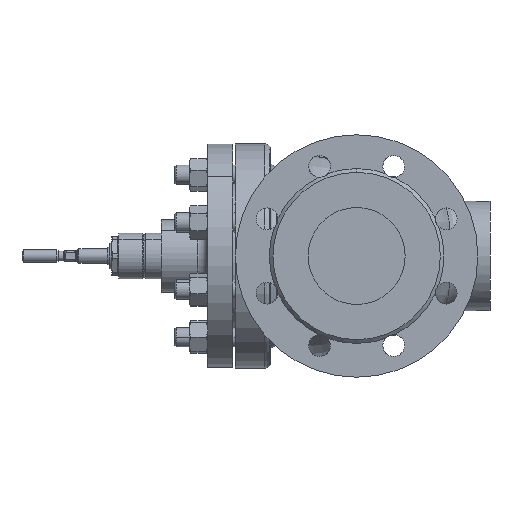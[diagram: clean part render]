
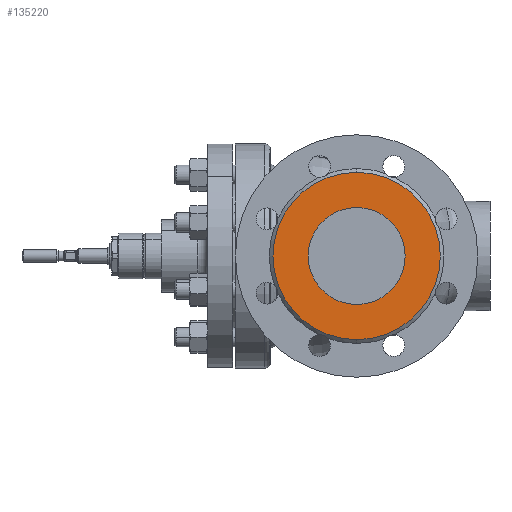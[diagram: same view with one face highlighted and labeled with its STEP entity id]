
A CAD part, left-side view. The second image highlights one B-rep face of the part: STEP entity #135220.
In plain terms, the highlighted planar face has unit normal (-1, 0, 0).
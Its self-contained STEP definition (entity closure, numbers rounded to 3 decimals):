
#3313 = DIRECTION ( 'NONE',  ( 1., 0., 0. ) ) ;
#6115 = ORIENTED_EDGE ( 'NONE', *, *, #75765, .T. ) ;
#9653 = VERTEX_POINT ( 'NONE', #25608 ) ;
#18396 = EDGE_LOOP ( 'NONE', ( #93734, #102886 ) ) ;
#19871 = PLANE ( 'NONE',  #92697 ) ;
#20723 = FACE_OUTER_BOUND ( 'NONE', #18396, .T. ) ;
#21851 = AXIS2_PLACEMENT_3D ( 'NONE', #51930, #126744, #62682 ) ;
#25608 = CARTESIAN_POINT ( 'NONE',  ( -155., 0., 69. ) ) ;
#26548 = DIRECTION ( 'NONE',  ( 1., 0., 0. ) ) ;
#27839 = DIRECTION ( 'NONE',  ( 1., 0., 0. ) ) ;
#28310 = DIRECTION ( 'NONE',  ( 1., 0., 0. ) ) ;
#30634 = CARTESIAN_POINT ( 'NONE',  ( -155., 0., 0. ) ) ;
#32197 = AXIS2_PLACEMENT_3D ( 'NONE', #90630, #26548, #101378 ) ;
#34623 = EDGE_CURVE ( 'NONE', #83644, #9653, #111211, .T. ) ;
#39409 = CIRCLE ( 'NONE', #21851, 40. ) ;
#47596 = EDGE_CURVE ( 'NONE', #9653, #83644, #134408, .T. ) ;
#49199 = FACE_BOUND ( 'NONE', #111352, .T. ) ;
#51930 = CARTESIAN_POINT ( 'NONE',  ( -155., 0., 0. ) ) ;
#56701 = ORIENTED_EDGE ( 'NONE', *, *, #79374, .T. ) ;
#57339 = VERTEX_POINT ( 'NONE', #101493 ) ;
#62682 = DIRECTION ( 'NONE',  ( 0., 0., -1. ) ) ;
#67439 = CARTESIAN_POINT ( 'NONE',  ( -155., 0., 0. ) ) ;
#67903 = VERTEX_POINT ( 'NONE', #98806 ) ;
#75765 = EDGE_CURVE ( 'NONE', #67903, #57339, #39409, .T. ) ;
#78197 = DIRECTION ( 'NONE',  ( 0., 0., -1. ) ) ;
#79374 = EDGE_CURVE ( 'NONE', #57339, #67903, #138162, .T. ) ;
#83644 = VERTEX_POINT ( 'NONE', #112077 ) ;
#90630 = CARTESIAN_POINT ( 'NONE',  ( -155., 0., 0. ) ) ;
#90867 = AXIS2_PLACEMENT_3D ( 'NONE', #91916, #27839, #102670 ) ;
#91916 = CARTESIAN_POINT ( 'NONE',  ( -155., 0., 0. ) ) ;
#92697 = AXIS2_PLACEMENT_3D ( 'NONE', #30634, #28310, #116223 ) ;
#93734 = ORIENTED_EDGE ( 'NONE', *, *, #34623, .F. ) ;
#98806 = CARTESIAN_POINT ( 'NONE',  ( -155., 0., 40. ) ) ;
#101378 = DIRECTION ( 'NONE',  ( 0., 0., -1. ) ) ;
#101493 = CARTESIAN_POINT ( 'NONE',  ( -155., 0., -40. ) ) ;
#102670 = DIRECTION ( 'NONE',  ( 0., 0., -1. ) ) ;
#102886 = ORIENTED_EDGE ( 'NONE', *, *, #47596, .F. ) ;
#111211 = CIRCLE ( 'NONE', #116212, 69. ) ;
#111352 = EDGE_LOOP ( 'NONE', ( #6115, #56701 ) ) ;
#112077 = CARTESIAN_POINT ( 'NONE',  ( -155., 0., -69. ) ) ;
#116212 = AXIS2_PLACEMENT_3D ( 'NONE', #67439, #3313, #78197 ) ;
#116223 = DIRECTION ( 'NONE',  ( 0., 0., -1. ) ) ;
#126744 = DIRECTION ( 'NONE',  ( 1., 0., 0. ) ) ;
#134408 = CIRCLE ( 'NONE', #32197, 69. ) ;
#135220 = ADVANCED_FACE ( 'NONE', ( #20723, #49199 ), #19871, .F. ) ;
#138162 = CIRCLE ( 'NONE', #90867, 40. ) ;
